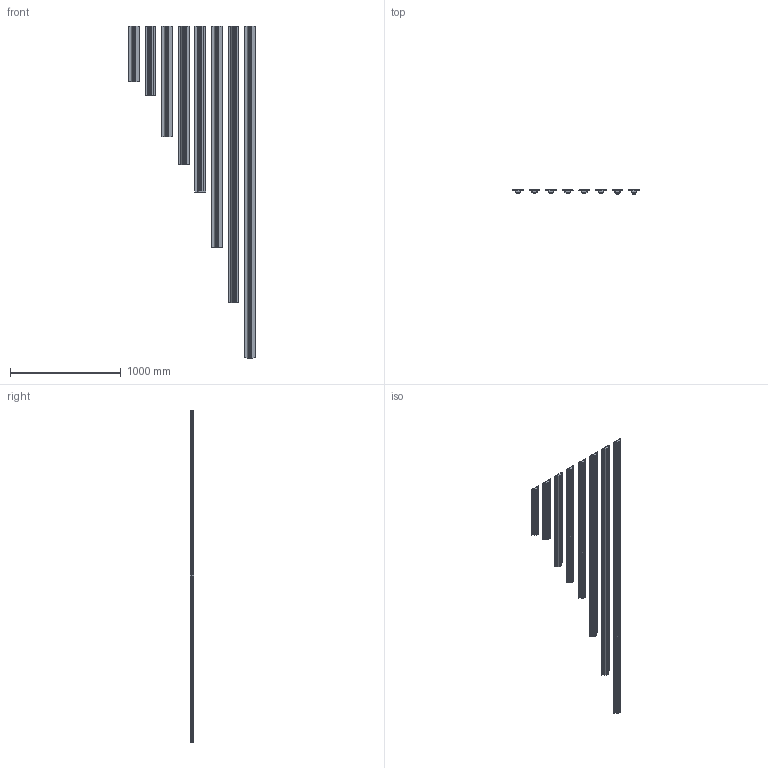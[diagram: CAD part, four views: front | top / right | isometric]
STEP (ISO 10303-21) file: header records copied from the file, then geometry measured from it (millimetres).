
FILE_DESCRIPTION (( 'STEP AP214' ), '1' );
FILE_NAME ('4932edgeless v2-1 FULL MOD.STEP', '2020-07-06T10:59:44', ( '' ), ( '' ), 'SwSTEP 2.0', 'SolidWorks 2018', '' );
FILE_SCHEMA (( 'AUTOMOTIVE_DESIGN' ));
Length unit declared in the file: millimetre
Products named in the file (28): 4932edgeless v2-1 ASSEMBLY_1500; 4932edgeless v2-1 ASSEMBLY_625; COVER-45_500; 4932edgeless v2-1 ASSEMBLY_2500; COVER-45_3000; COVER-45_1500; 4932edgeless v2-1 ASSEMBLY_1000; 4932edgeless v2-1_2000; 4932edgeless v2-1 ASSEMBLY_3000; COVER-45_1000; 4932edgeless v2-1_1000; COVER-45_2500; 4932edgeless v2-1 ASSEMBLY_500; 4932edgeless v2-1_500; 4932edgeless v2-1_1500; 4932edgeless v2-1 FULL MOD; hexa csunk flathd screw_iso_ISO 14581 M2x4x4-N; COVER-45_625; 4932edgeless v2-1_1250; 4932edgeless v2-1 ASSEMBLY_2000; 4932edgeless v2-1_625; 4932edgeless v2-1 ASSEMBLY_1250; 4932edgeless v2-1 CRV; COVER-45_2000; Çåðêàëüíî îòðàçèòü4932edgeless v2-1 CRV; COVER-45_1250; 4932edgeless v2-1_3000; 4932edgeless v2-1_2500
Assembly tree (72 placements, depth 3):
  4932edgeless v2-1 FULL MOD
    4932edgeless v2-1 ASSEMBLY_500
      4932edgeless v2-1_500
      hexa csunk flathd screw_iso_ISO 14581 M2x4x4-N  x4
      COVER-45_500
      4932edgeless v2-1 CRV
      Çåðêàëüíî îòðàçèòü4932edgeless v2-1 CRV
    4932edgeless v2-1 ASSEMBLY_625
      4932edgeless v2-1_625
      hexa csunk flathd screw_iso_ISO 14581 M2x4x4-N  x4
      COVER-45_625
      4932edgeless v2-1 CRV
      Çåðêàëüíî îòðàçèòü4932edgeless v2-1 CRV
    4932edgeless v2-1 ASSEMBLY_1000
      4932edgeless v2-1_1000
      hexa csunk flathd screw_iso_ISO 14581 M2x4x4-N  x4
      COVER-45_1000
      4932edgeless v2-1 CRV
      Çåðêàëüíî îòðàçèòü4932edgeless v2-1 CRV
    4932edgeless v2-1 ASSEMBLY_1250
      4932edgeless v2-1_1250
      hexa csunk flathd screw_iso_ISO 14581 M2x4x4-N  x4
      COVER-45_1250
      4932edgeless v2-1 CRV
      Çåðêàëüíî îòðàçèòü4932edgeless v2-1 CRV
    4932edgeless v2-1 ASSEMBLY_1500
      4932edgeless v2-1_1500
      hexa csunk flathd screw_iso_ISO 14581 M2x4x4-N  x4
      COVER-45_1500
      4932edgeless v2-1 CRV
      Çåðêàëüíî îòðàçèòü4932edgeless v2-1 CRV
    4932edgeless v2-1 ASSEMBLY_2000
      4932edgeless v2-1_2000
      hexa csunk flathd screw_iso_ISO 14581 M2x4x4-N  x4
      COVER-45_2000
      4932edgeless v2-1 CRV
      Çåðêàëüíî îòðàçèòü4932edgeless v2-1 CRV
    4932edgeless v2-1 ASSEMBLY_2500
      4932edgeless v2-1_2500
      hexa csunk flathd screw_iso_ISO 14581 M2x4x4-N  x4
      COVER-45_2500
      4932edgeless v2-1 CRV
      Çåðêàëüíî îòðàçèòü4932edgeless v2-1 CRV
    4932edgeless v2-1 ASSEMBLY_3000
      4932edgeless v2-1_3000
      hexa csunk flathd screw_iso_ISO 14581 M2x4x4-N  x4
      COVER-45_3000
      4932edgeless v2-1 CRV
      Çåðêàëüíî îòðàçèòü4932edgeless v2-1 CRV
Bounding box: 1148.07 x 33.23 x 3003 mm (x, y, z)
Volume: 4505407.4 mm3; surface area: 6073475.5 mm2
Topology: 64 solids, 64 shells, 3944 faces, 11320 edges, 7504 vertices
Faces by surface type: cylinder 1984, plane 1832, cone 128
Full cylindrical faces by diameter (mm): 2 x32, 2.078 x16, 2.1 x16, 3.8 x32
Entity records: 98274 total; most frequent: CARTESIAN_POINT 17244, DIRECTION 17170, ORIENTED_EDGE 17002, EDGE_CURVE 8501, LINE 5732, VECTOR 5732, AXIS2_PLACEMENT_3D 5719, VERTEX_POINT 5673
